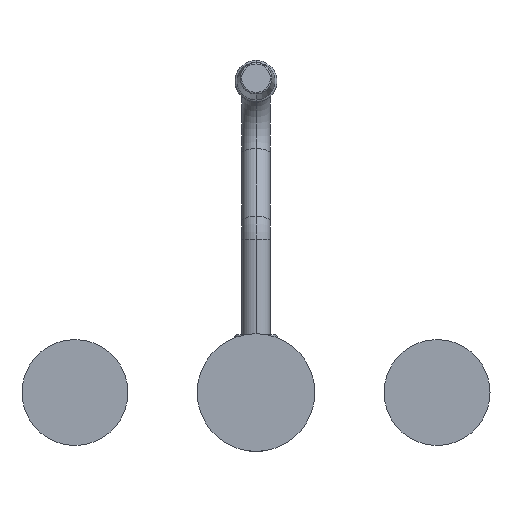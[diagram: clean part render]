
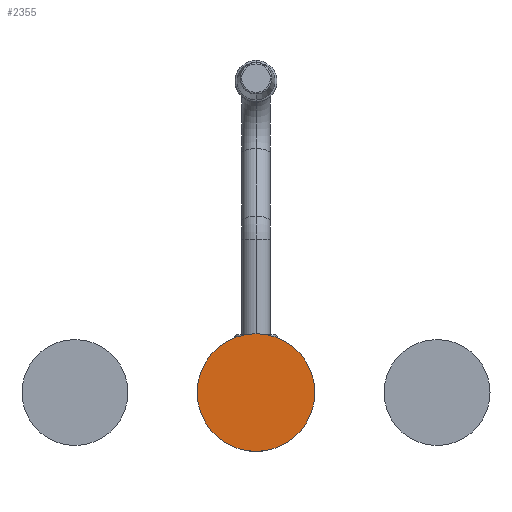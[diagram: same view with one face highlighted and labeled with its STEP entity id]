
A CAD part, front view. The second image highlights one B-rep face of the part: STEP entity #2355.
In plain terms, the highlighted planar face has unit normal (0, -1, 0).
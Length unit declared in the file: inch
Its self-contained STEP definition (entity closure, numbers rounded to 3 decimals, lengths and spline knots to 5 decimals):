
#696=CARTESIAN_POINT('',(0.,0.,0.));
#697=DIRECTION('',(0.,1.,0.));
#698=DIRECTION('',(1.,0.,0.));
#699=AXIS2_PLACEMENT_3D('',#696,#697,#698);
#701=CARTESIAN_POINT('',(0.,0.,0.));
#702=DIRECTION('',(0.,1.,0.));
#703=DIRECTION('',(-1.,0.,0.));
#704=AXIS2_PLACEMENT_3D('',#701,#702,#703);
#1071=CARTESIAN_POINT('',(1.3,0.,0.));
#1072=CARTESIAN_POINT('',(-1.3,0.,0.));
#1073=VERTEX_POINT('',#1071);
#1074=VERTEX_POINT('',#1072);
#2346=CARTESIAN_POINT('',(0.,0.,0.));
#2347=DIRECTION('',(0.,-1.,0.));
#2348=DIRECTION('',(-1.,0.,0.));
#2349=AXIS2_PLACEMENT_3D('',#2346,#2347,#2348);
#2350=PLANE('',#2349);
#2351=ORIENTED_EDGE('',*,*,#2341,.T.);
#2352=ORIENTED_EDGE('',*,*,#2325,.T.);
#2353=EDGE_LOOP('',(#2351,#2352));
#2354=FACE_OUTER_BOUND('',#2353,.F.);
#2355=ADVANCED_FACE('',(#2354),#2350,.T.);
#700=CIRCLE('',#699,1.3);
#705=CIRCLE('',#704,1.3);
#2325=EDGE_CURVE('',#1074,#1073,#705,.T.);
#2341=EDGE_CURVE('',#1073,#1074,#700,.T.);
